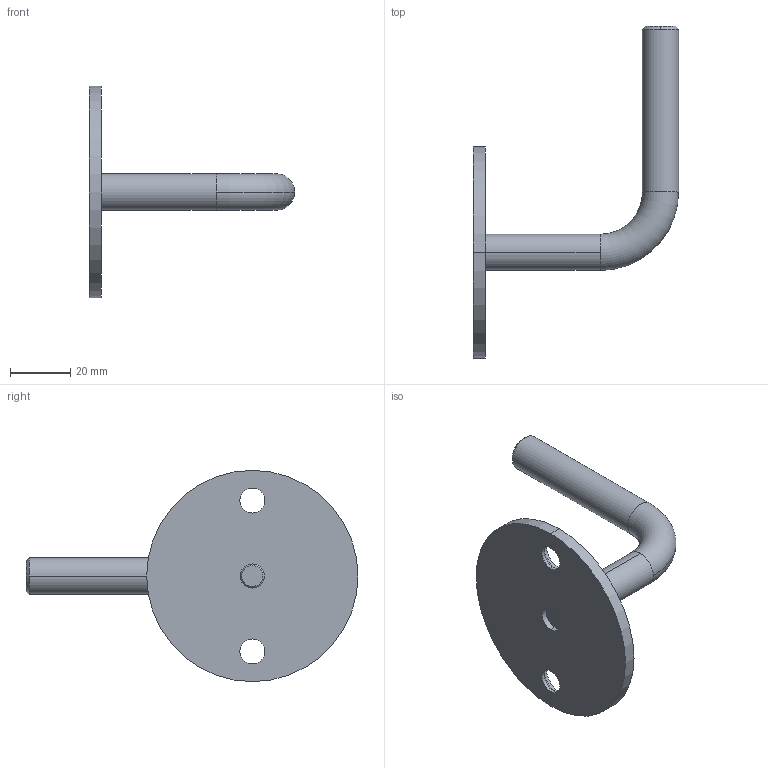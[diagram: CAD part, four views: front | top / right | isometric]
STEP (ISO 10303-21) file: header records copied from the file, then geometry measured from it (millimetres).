
FILE_DESCRIPTION (( 'STEP AP203' ), '1' );
FILE_NAME ('A_0118-270-C.STEP', '2026-01-30T12:33:39', ( '' ), ( '' ), 'SwSTEP 2.0', 'SolidWorks 2019', '' );
FILE_SCHEMA (( 'CONFIG_CONTROL_DESIGN' ));
Length unit declared in the file: millimetre
Products named in the file (3): A_0118-270-C P2; A_0118-270-C; A_0118-270-C P1
Assembly tree (2 placements, depth 2):
  A_0118-270-C
    A_0118-270-C P1
    A_0118-270-C P2
Bounding box: 68 x 110 x 70 mm (x, y, z)
Volume: 28692.3 mm3; surface area: 13484.8 mm2
Topology: 2 solids, 2 shells, 35 faces, 76 edges, 46 vertices
Faces by surface type: cylinder 18, cone 10, plane 5, torus 2
Entity records: 1283 total; most frequent: DIRECTION 204, CARTESIAN_POINT 162, ORIENTED_EDGE 152, AXIS2_PLACEMENT_3D 88, EDGE_CURVE 76, CIRCLE 48, VERTEX_POINT 46, EDGE_LOOP 42
